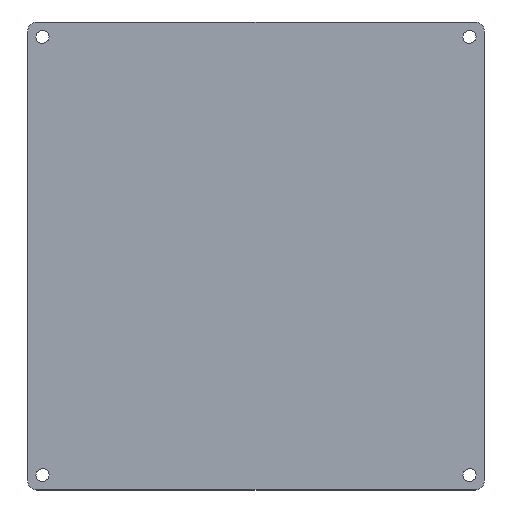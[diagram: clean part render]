
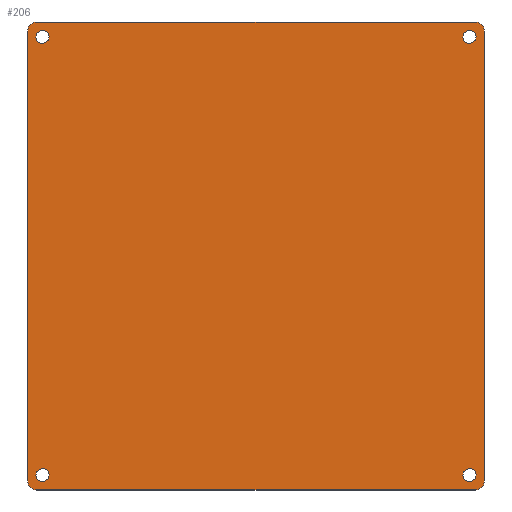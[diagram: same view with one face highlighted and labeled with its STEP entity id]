
A CAD part, top view. The second image highlights one B-rep face of the part: STEP entity #206.
In plain terms, the highlighted planar face has unit normal (0, 0, 1).
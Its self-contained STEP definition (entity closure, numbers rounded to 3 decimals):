
#62=AXIS2_PLACEMENT_3D('Circle Axis2P3D',#60,#61,$) ;
#75=AXIS2_PLACEMENT_3D('Plane Axis2P3D',#72,#73,#74) ;
#88=AXIS2_PLACEMENT_3D('Circle Axis2P3D',#86,#87,$) ;
#102=AXIS2_PLACEMENT_3D('Circle Axis2P3D',#100,#101,$) ;
#116=AXIS2_PLACEMENT_3D('Circle Axis2P3D',#114,#115,$) ;
#130=AXIS2_PLACEMENT_3D('Circle Axis2P3D',#128,#129,$) ;
#145=AXIS2_PLACEMENT_3D('Circle Axis2P3D',#143,#144,$) ;
#154=AXIS2_PLACEMENT_3D('Circle Axis2P3D',#152,#153,$) ;
#163=AXIS2_PLACEMENT_3D('Circle Axis2P3D',#161,#162,$) ;
#172=AXIS2_PLACEMENT_3D('Circle Axis2P3D',#170,#171,$) ;
#181=AXIS2_PLACEMENT_3D('Circle Axis2P3D',#179,#180,$) ;
#190=AXIS2_PLACEMENT_3D('Circle Axis2P3D',#188,#189,$) ;
#199=AXIS2_PLACEMENT_3D('Circle Axis2P3D',#197,#198,$) ;
#43=CARTESIAN_POINT('Vertex',(4.928,244.678,1.5)) ;
#57=CARTESIAN_POINT('Vertex',(11.072,241.322,1.5)) ;
#60=CARTESIAN_POINT('Axis2P3D Location',(8.,243.,1.5)) ;
#72=CARTESIAN_POINT('Axis2P3D Location',(0.,0.,1.5)) ;
#77=CARTESIAN_POINT('Line Origine',(122.5,0.,1.5)) ;
#81=CARTESIAN_POINT('Vertex',(5.,0.,1.5)) ;
#83=CARTESIAN_POINT('Vertex',(240.,0.,1.5)) ;
#86=CARTESIAN_POINT('Axis2P3D Location',(240.,5.,1.5)) ;
#90=CARTESIAN_POINT('Vertex',(245.,5.,1.5)) ;
#93=CARTESIAN_POINT('Line Origine',(245.,125.5,1.5)) ;
#97=CARTESIAN_POINT('Vertex',(245.,246.,1.5)) ;
#100=CARTESIAN_POINT('Axis2P3D Location',(240.,246.,1.5)) ;
#104=CARTESIAN_POINT('Vertex',(240.,251.,1.5)) ;
#107=CARTESIAN_POINT('Line Origine',(122.5,251.,1.5)) ;
#111=CARTESIAN_POINT('Vertex',(5.,251.,1.5)) ;
#114=CARTESIAN_POINT('Axis2P3D Location',(5.,246.,1.5)) ;
#118=CARTESIAN_POINT('Vertex',(0.,246.,1.5)) ;
#121=CARTESIAN_POINT('Line Origine',(0.,125.5,1.5)) ;
#125=CARTESIAN_POINT('Vertex',(0.,5.,1.5)) ;
#128=CARTESIAN_POINT('Axis2P3D Location',(5.,5.,1.5)) ;
#143=CARTESIAN_POINT('Axis2P3D Location',(8.,243.,1.5)) ;
#152=CARTESIAN_POINT('Axis2P3D Location',(237.,243.,1.5)) ;
#156=CARTESIAN_POINT('Vertex',(240.072,241.322,1.5)) ;
#158=CARTESIAN_POINT('Vertex',(233.928,244.678,1.5)) ;
#161=CARTESIAN_POINT('Axis2P3D Location',(237.,243.,1.5)) ;
#170=CARTESIAN_POINT('Axis2P3D Location',(8.,8.,1.5)) ;
#174=CARTESIAN_POINT('Vertex',(11.072,6.322,1.5)) ;
#176=CARTESIAN_POINT('Vertex',(4.928,9.678,1.5)) ;
#179=CARTESIAN_POINT('Axis2P3D Location',(8.,8.,1.5)) ;
#188=CARTESIAN_POINT('Axis2P3D Location',(237.,8.,1.5)) ;
#192=CARTESIAN_POINT('Vertex',(240.072,6.322,1.5)) ;
#194=CARTESIAN_POINT('Vertex',(233.928,9.678,1.5)) ;
#197=CARTESIAN_POINT('Axis2P3D Location',(237.,8.,1.5)) ;
#61=DIRECTION('Axis2P3D Direction',(0.,-0.,-1.)) ;
#73=DIRECTION('Axis2P3D Direction',(0.,0.,1.)) ;
#74=DIRECTION('Axis2P3D XDirection',(1.,0.,0.)) ;
#78=DIRECTION('Vector Direction',(1.,0.,0.)) ;
#87=DIRECTION('Axis2P3D Direction',(0.,0.,1.)) ;
#94=DIRECTION('Vector Direction',(0.,1.,0.)) ;
#101=DIRECTION('Axis2P3D Direction',(0.,0.,1.)) ;
#108=DIRECTION('Vector Direction',(-1.,0.,0.)) ;
#115=DIRECTION('Axis2P3D Direction',(0.,0.,1.)) ;
#122=DIRECTION('Vector Direction',(0.,-1.,0.)) ;
#129=DIRECTION('Axis2P3D Direction',(0.,0.,1.)) ;
#144=DIRECTION('Axis2P3D Direction',(0.,0.,1.)) ;
#153=DIRECTION('Axis2P3D Direction',(0.,0.,1.)) ;
#162=DIRECTION('Axis2P3D Direction',(0.,0.,1.)) ;
#171=DIRECTION('Axis2P3D Direction',(0.,0.,1.)) ;
#180=DIRECTION('Axis2P3D Direction',(0.,0.,1.)) ;
#189=DIRECTION('Axis2P3D Direction',(0.,0.,1.)) ;
#198=DIRECTION('Axis2P3D Direction',(0.,0.,1.)) ;
#79=VECTOR('Line Direction',#78,1.) ;
#95=VECTOR('Line Direction',#94,1.) ;
#109=VECTOR('Line Direction',#108,1.) ;
#123=VECTOR('Line Direction',#122,1.) ;
#134=ORIENTED_EDGE('',*,*,#85,.T.) ;
#135=ORIENTED_EDGE('',*,*,#92,.F.) ;
#136=ORIENTED_EDGE('',*,*,#99,.T.) ;
#137=ORIENTED_EDGE('',*,*,#106,.F.) ;
#138=ORIENTED_EDGE('',*,*,#113,.T.) ;
#139=ORIENTED_EDGE('',*,*,#120,.F.) ;
#140=ORIENTED_EDGE('',*,*,#127,.T.) ;
#141=ORIENTED_EDGE('',*,*,#132,.F.) ;
#149=ORIENTED_EDGE('',*,*,#147,.F.) ;
#150=ORIENTED_EDGE('',*,*,#64,.F.) ;
#167=ORIENTED_EDGE('',*,*,#160,.F.) ;
#168=ORIENTED_EDGE('',*,*,#165,.F.) ;
#185=ORIENTED_EDGE('',*,*,#178,.F.) ;
#186=ORIENTED_EDGE('',*,*,#183,.F.) ;
#203=ORIENTED_EDGE('',*,*,#196,.F.) ;
#204=ORIENTED_EDGE('',*,*,#201,.F.) ;
#151=FACE_BOUND('',#148,.T.) ;
#169=FACE_BOUND('',#166,.T.) ;
#187=FACE_BOUND('',#184,.T.) ;
#205=FACE_BOUND('',#202,.T.) ;
#206=ADVANCED_FACE('Hauptkoerper',(#142,#151,#169,#187,#205),#76,.T.) ;
#63=CIRCLE('generated circle',#62,3.5) ;
#89=CIRCLE('generated circle',#88,5.) ;
#103=CIRCLE('generated circle',#102,5.) ;
#117=CIRCLE('generated circle',#116,5.) ;
#131=CIRCLE('generated circle',#130,5.) ;
#146=CIRCLE('generated circle',#145,3.5) ;
#155=CIRCLE('generated circle',#154,3.5) ;
#164=CIRCLE('generated circle',#163,3.5) ;
#173=CIRCLE('generated circle',#172,3.5) ;
#182=CIRCLE('generated circle',#181,3.5) ;
#191=CIRCLE('generated circle',#190,3.5) ;
#200=CIRCLE('generated circle',#199,3.5) ;
#64=EDGE_CURVE('',#58,#44,#63,.F.) ;
#85=EDGE_CURVE('',#82,#84,#80,.T.) ;
#92=EDGE_CURVE('',#91,#84,#89,.F.) ;
#99=EDGE_CURVE('',#91,#98,#96,.T.) ;
#106=EDGE_CURVE('',#105,#98,#103,.F.) ;
#113=EDGE_CURVE('',#105,#112,#110,.T.) ;
#120=EDGE_CURVE('',#119,#112,#117,.F.) ;
#127=EDGE_CURVE('',#119,#126,#124,.T.) ;
#132=EDGE_CURVE('',#82,#126,#131,.F.) ;
#147=EDGE_CURVE('',#44,#58,#146,.T.) ;
#160=EDGE_CURVE('',#157,#159,#155,.T.) ;
#165=EDGE_CURVE('',#159,#157,#164,.T.) ;
#178=EDGE_CURVE('',#175,#177,#173,.T.) ;
#183=EDGE_CURVE('',#177,#175,#182,.T.) ;
#196=EDGE_CURVE('',#193,#195,#191,.T.) ;
#201=EDGE_CURVE('',#195,#193,#200,.T.) ;
#133=EDGE_LOOP('',(#134,#135,#136,#137,#138,#139,#140,#141)) ;
#148=EDGE_LOOP('',(#149,#150)) ;
#166=EDGE_LOOP('',(#167,#168)) ;
#184=EDGE_LOOP('',(#185,#186)) ;
#202=EDGE_LOOP('',(#203,#204)) ;
#142=FACE_OUTER_BOUND('',#133,.T.) ;
#80=LINE('Line',#77,#79) ;
#96=LINE('Line',#93,#95) ;
#110=LINE('Line',#107,#109) ;
#124=LINE('Line',#121,#123) ;
#76=PLANE('',#75) ;
#44=VERTEX_POINT('',#43) ;
#58=VERTEX_POINT('',#57) ;
#82=VERTEX_POINT('',#81) ;
#84=VERTEX_POINT('',#83) ;
#91=VERTEX_POINT('',#90) ;
#98=VERTEX_POINT('',#97) ;
#105=VERTEX_POINT('',#104) ;
#112=VERTEX_POINT('',#111) ;
#119=VERTEX_POINT('',#118) ;
#126=VERTEX_POINT('',#125) ;
#157=VERTEX_POINT('',#156) ;
#159=VERTEX_POINT('',#158) ;
#175=VERTEX_POINT('',#174) ;
#177=VERTEX_POINT('',#176) ;
#193=VERTEX_POINT('',#192) ;
#195=VERTEX_POINT('',#194) ;
